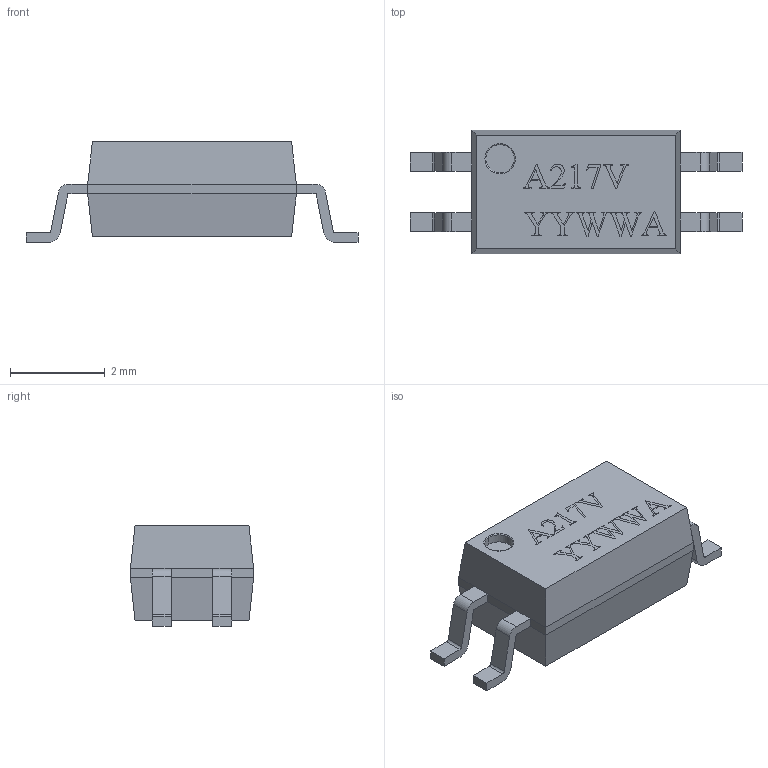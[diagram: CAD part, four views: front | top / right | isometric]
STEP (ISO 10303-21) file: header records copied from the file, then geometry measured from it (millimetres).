
FILE_DESCRIPTION(('FreeCAD Model'),'2;1');
FILE_NAME('41579C02-0B09-434F-A99D-62166849644C.step', '2018-03-29T00:29:52',('kicad StepUp'),('ksu MCAD'), 'Open CASCADE STEP processor 6.8','FreeCAD','Unknown');
FILE_SCHEMA(('AUTOMOTIVE_DESIGN_CC2 { 1 2 10303 214 -1 1 5 4 }'));
Length unit declared in the file: millimetre
Products named in the file (1): 41579C02-0B09-434F-A99D-62166849644C
Bounding box: 7 x 2.6 x 2.12 mm (x, y, z)
Volume: 22.3 mm3; surface area: 57.9 mm2
Topology: 1 solids, 1 shells, 83 faces, 416 edges, 348 vertices
Faces by surface type: plane 67, cylinder 14, torus 2
Entity records: 5618 total; most frequent: CARTESIAN_POINT 1714, ORIENTED_EDGE 832, DIRECTION 525, EDGE_CURVE 416, VERTEX_POINT 348, LINE 293, VECTOR 293, AXIS2_PLACEMENT_3D 116
